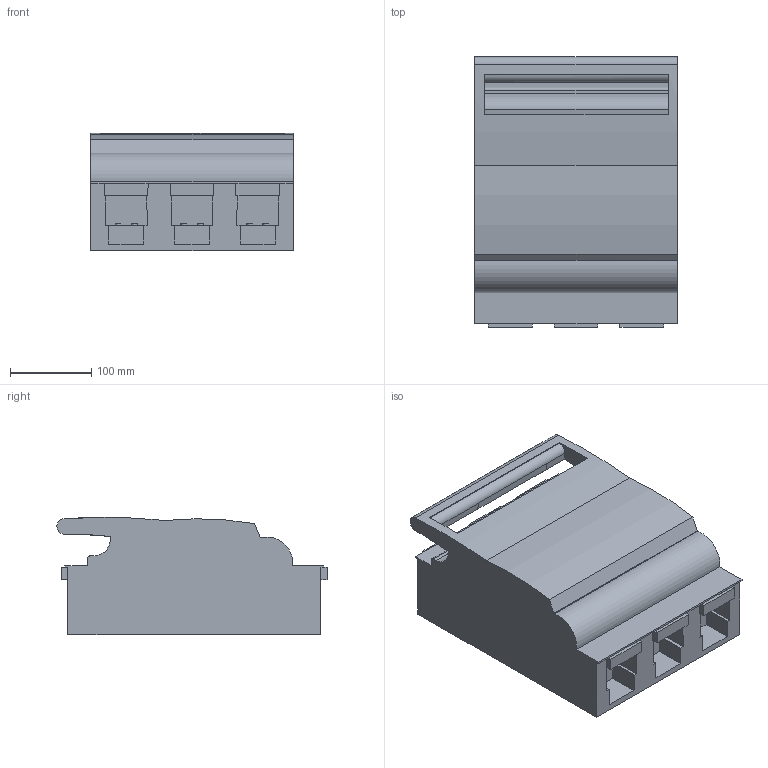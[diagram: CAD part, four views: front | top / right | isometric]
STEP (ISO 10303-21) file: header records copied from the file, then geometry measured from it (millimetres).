
FILE_DESCRIPTION((''),'2;1');
FILE_NAME('ASM0001_SW0001','2017-08-29T',('FITOJOE1'),(''),'CREO PARAMETRIC BY PTC INC, 2016380','CREO PARAMETRIC BY PTC INC, 2016380','');
FILE_SCHEMA(('CONFIG_CONTROL_DESIGN'));
Length unit declared in the file: millimetre
Products named in the file (1): ASM0001_SW0001
Bounding box: 250 x 333.27 x 144.57 mm (x, y, z)
Volume: 8580765.2 mm3; surface area: 440382.8 mm2
Topology: 1 solids, 1 shells, 236 faces, 596 edges, 401 vertices
Faces by surface type: plane 160, cylinder 76
Entity records: 7228 total; most frequent: CARTESIAN_POINT 1307, DIRECTION 1225, ORIENTED_EDGE 1192, EDGE_CURVE 596, VECTOR 413, LINE 413, AXIS2_PLACEMENT_3D 406, VERTEX_POINT 401
